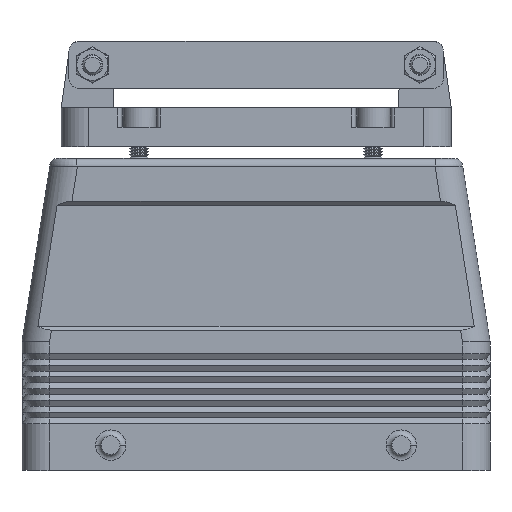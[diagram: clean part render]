
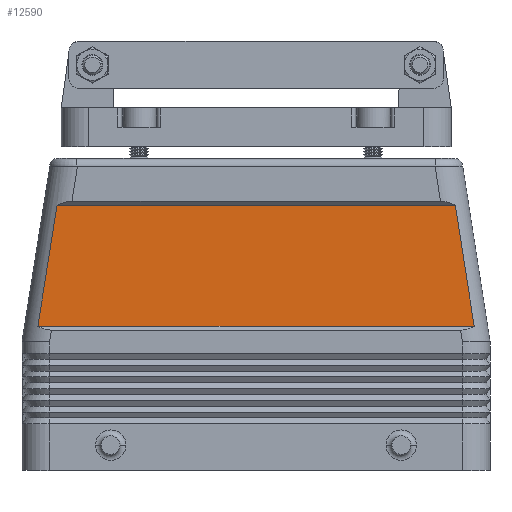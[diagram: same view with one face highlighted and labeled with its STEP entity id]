
A CAD part, front view. The second image highlights one B-rep face of the part: STEP entity #12590.
In plain terms, the highlighted planar face has unit normal (0, -1, 0).
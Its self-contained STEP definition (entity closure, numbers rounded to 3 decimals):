
#7200=CARTESIAN_POINT('',(-23.559,21.882,
-35.531));
#7210=DIRECTION('',(0.156,0.,0.988));
#7220=VECTOR('',#7210,1.);
#7230=LINE('',#7200,#7220);
#7240=CARTESIAN_POINT('',(-22.841,21.882,-31.));
#7250=VERTEX_POINT('',#7240);
#7260=CARTESIAN_POINT('',(-17.932,21.882,0.));
#7270=VERTEX_POINT('',#7260);
#7280=EDGE_CURVE('',#7250,#7270,#7230,.T.);
#8840=CARTESIAN_POINT('',(89.031,21.882,-31.));
#8850=VERTEX_POINT('',#8840);
#8880=CARTESIAN_POINT('',(82.734,21.882,
9.478));
#8890=DIRECTION('',(0.154,0.,-0.988));
#8900=VECTOR('',#8890,1.);
#8910=LINE('',#8880,#8900);
#8920=CARTESIAN_POINT('',(84.209,21.882,0.));
#8930=VERTEX_POINT('',#8920);
#8940=EDGE_CURVE('',#8930,#8850,#8910,.T.);
#12050=CARTESIAN_POINT('',(0.,21.882,0.));
#12060=DIRECTION('',(1.,0.,0.));
#12070=VECTOR('',#12060,1.);
#12080=LINE('',#12050,#12070);
#12090=EDGE_CURVE('',#7270,#8930,#12080,.T.);
#12290=CARTESIAN_POINT('',(0.,21.882,-31.));
#12300=DIRECTION('',(1.,0.,0.));
#12310=VECTOR('',#12300,1.);
#12320=LINE('',#12290,#12310);
#12330=EDGE_CURVE('',#7250,#8850,#12320,.T.);
#12480=CARTESIAN_POINT('',(-12.825,21.882,-35.));
#12490=DIRECTION('',(-0.,1.,0.));
#12500=DIRECTION('',(1.,0.,0.));
#12510=AXIS2_PLACEMENT_3D('',#12480,#12490,#12500);
#12520=PLANE('',#12510);
#12530=ORIENTED_EDGE('',*,*,#7280,.F.);
#12540=ORIENTED_EDGE('',*,*,#12090,.F.);
#12550=ORIENTED_EDGE('',*,*,#8940,.F.);
#12560=ORIENTED_EDGE('',*,*,#12330,.T.);
#12570=EDGE_LOOP('',(#12560,#12550,#12540,#12530));
#12580=FACE_OUTER_BOUND('',#12570,.T.);
#12590=ADVANCED_FACE('F47',(#12580),#12520,.F.);
